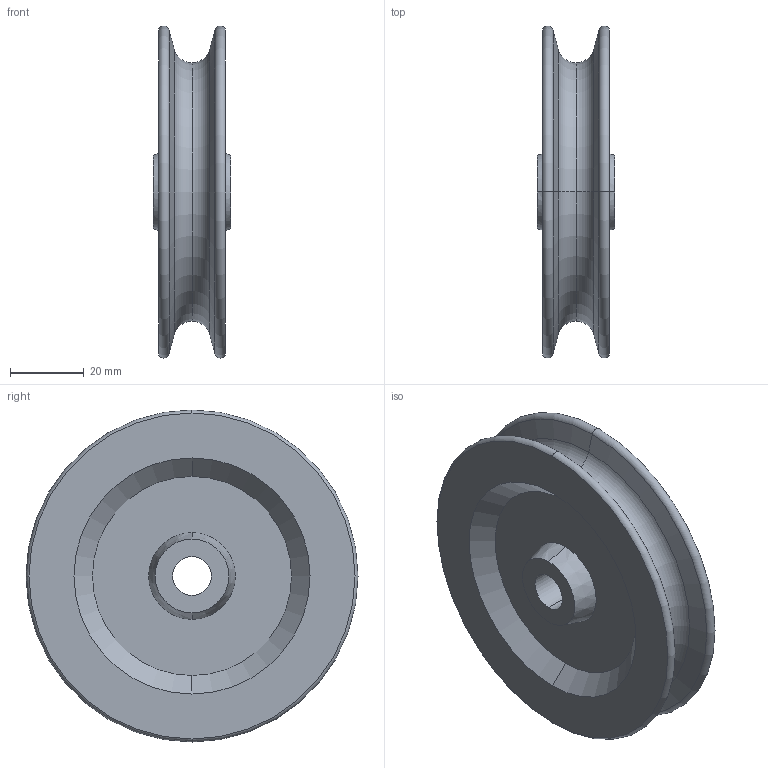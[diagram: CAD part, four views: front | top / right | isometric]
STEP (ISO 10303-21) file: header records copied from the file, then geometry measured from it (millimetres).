
FILE_DESCRIPTION (( 'STEP AP214' ), '1' );
FILE_NAME ('0015941.step', '2021-11-16T08:24:45', ( '' ), ( '' ), 'SwSTEP 2.0', 'SolidWorks 2020', '' );
FILE_SCHEMA (( 'AUTOMOTIVE_DESIGN' ));
Length unit declared in the file: millimetre
Products named in the file (1): 0015941
Bounding box: 21 x 89.99 x 89.99 mm (x, y, z)
Volume: 64777.6 mm3; surface area: 22030.8 mm2
Topology: 1 solids, 1 shells, 28 faces, 56 edges, 34 vertices
Faces by surface type: cone 12, torus 8, plane 6, cylinder 2
Entity records: 1088 total; most frequent: DIRECTION 156, CARTESIAN_POINT 119, ORIENTED_EDGE 112, AXIS2_PLACEMENT_3D 71, EDGE_CURVE 56, CIRCLE 42, EDGE_LOOP 34, VERTEX_POINT 34
